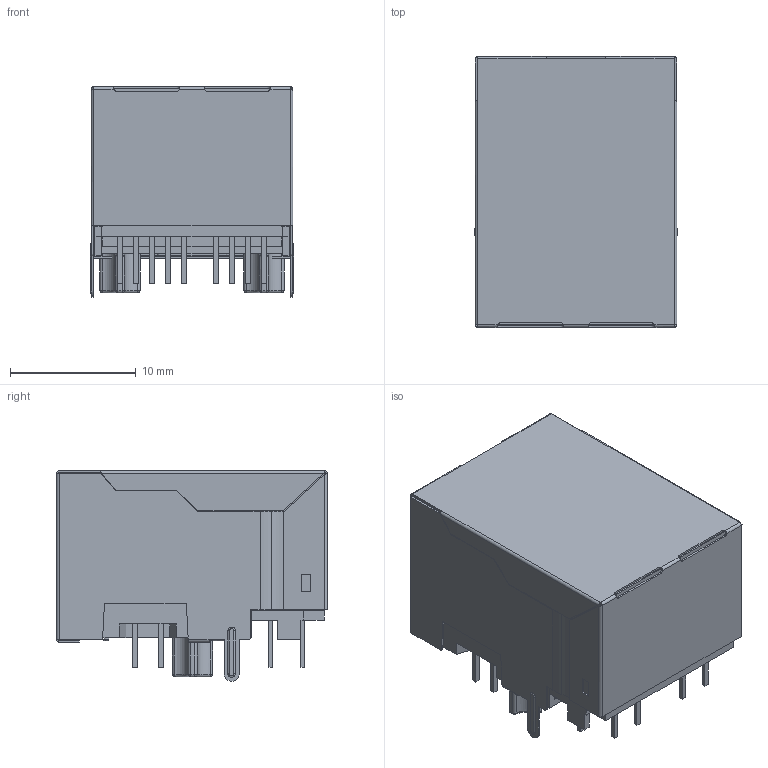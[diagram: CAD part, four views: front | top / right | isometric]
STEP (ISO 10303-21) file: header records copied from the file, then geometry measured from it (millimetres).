
FILE_DESCRIPTION(('FreeCAD Model'),'2;1');
FILE_NAME('74984104400_sp.step', '2020-01-23T21:26:57',('kicad StepUp'),('ksu MCAD'), 'Open CASCADE STEP processor 7.3','FreeCAD','Unknown');
FILE_SCHEMA(('AUTOMOTIVE_DESIGN { 1 0 10303 214 1 1 1 1 }'));
Length unit declared in the file: millimetre
Products named in the file (1): 74984104400_sp
Bounding box: 16.12 x 21.5 x 16.7 mm (x, y, z)
Volume: 2229.8 mm3; surface area: 7030.3 mm2
Topology: 13 solids, 13 shells, 1210 faces, 5034 edges, 5628 vertices
Faces by surface type: plane 817, cylinder 303, sphere 38, torus 36, bspline 12, revolution 4
Full cylindrical faces by diameter (mm): 0.7 x2, 0.8 x2
Entity records: 60855 total; most frequent: CARTESIAN_POINT 12453, DIRECTION 8508, ORIENTED_EDGE 6408, LINE 3770, VECTOR 3770, EDGE_CURVE 3204, AXIS2_PLACEMENT_3D 2367, VERTEX_POINT 2050
